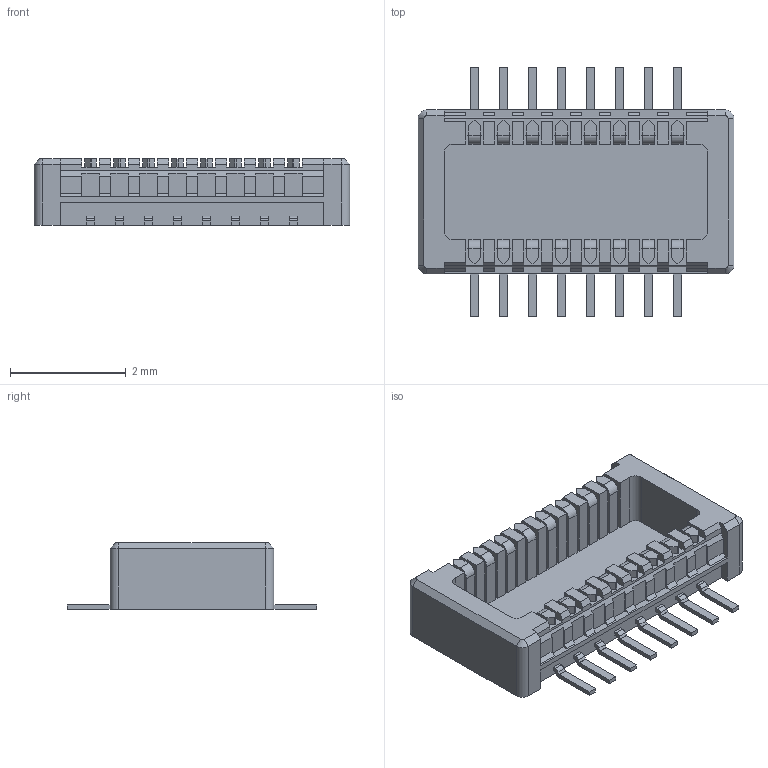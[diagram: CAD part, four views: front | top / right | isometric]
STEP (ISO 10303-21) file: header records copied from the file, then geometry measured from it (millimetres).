
FILE_DESCRIPTION(/* description */ ('model of Molex_SlimStack_55560-0161_2x08_P0.50mm_Vertical'),/* implementation_level */ '2;1');
FILE_NAME(/* name */ 'Molex_SlimStack_55560-0161_2x08_P0.50mm_Vertical.step',/* time_stamp */ '2017-12-04T22:47:22',/* author */ ('Ray Benitez',''),/* organization */ (''),/* preprocessor_version */ '',/* originating_system */ '',/* authorisation */ '');
FILE_SCHEMA(('AUTOMOTIVE_DESIGN { 1 0 10303 214 1 1 1 1 }'));
Length unit declared in the file: millimetre
Products named in the file (1): Molex_55560_0161
Bounding box: 5.45 x 4.3 x 1.15 mm (x, y, z)
Volume: 9.1 mm3; surface area: 78.2 mm2
Topology: 1 solids, 1 shells, 596 faces, 1790 edges, 1212 vertices
Faces by surface type: plane 504, cylinder 88, cone 4
Entity records: 13532 total; most frequent: ORIENTED_EDGE 2840, CARTESIAN_POINT 2136, EDGE_CURVE 1790, LINE 1460, VERTEX_POINT 1212, AXIS2_PLACEMENT_3D 640, FACE_BOUND 612, EDGE_LOOP 612
